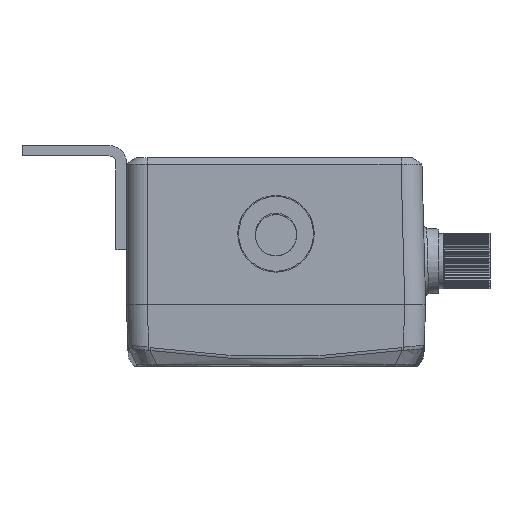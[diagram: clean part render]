
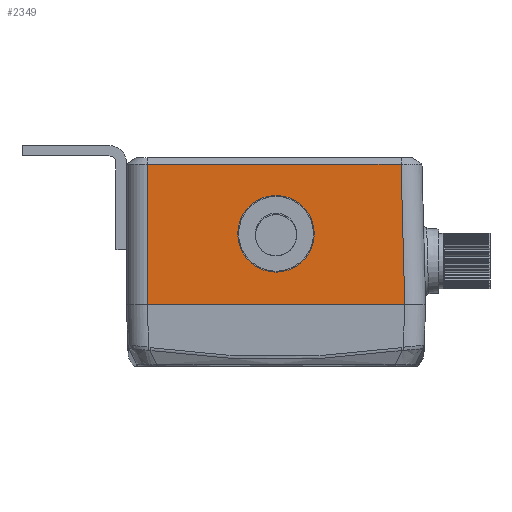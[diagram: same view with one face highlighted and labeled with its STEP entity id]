
A CAD part, front view. The second image highlights one B-rep face of the part: STEP entity #2349.
In plain terms, the highlighted planar face has unit normal (0, -1, 0).
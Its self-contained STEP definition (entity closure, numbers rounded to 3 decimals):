
#1958=FACE_BOUND('',#7430,.T.);
#1959=FACE_BOUND('',#7431,.T.);
#2349=ADVANCED_FACE('',(#1958,#1959),#4277,.T.);
#4277=PLANE('',#37573);
#7430=EDGE_LOOP('',(#11036,#11037,#11038,#11039));
#7431=EDGE_LOOP('',(#11040));
#9590=CIRCLE('',#37572,5.5);
#11036=ORIENTED_EDGE('',*,*,#24844,.T.);
#11037=ORIENTED_EDGE('',*,*,#24845,.T.);
#11038=ORIENTED_EDGE('',*,*,#24846,.T.);
#11039=ORIENTED_EDGE('',*,*,#24847,.F.);
#11040=ORIENTED_EDGE('',*,*,#24848,.F.);
#21299=VERTEX_POINT('',#53110);
#21300=VERTEX_POINT('',#53111);
#21301=VERTEX_POINT('',#53113);
#21302=VERTEX_POINT('',#53115);
#21303=VERTEX_POINT('',#53118);
#24844=EDGE_CURVE('',#21299,#21300,#29886,.T.);
#24845=EDGE_CURVE('',#21300,#21301,#29887,.T.);
#24846=EDGE_CURVE('',#21301,#21302,#29888,.T.);
#24847=EDGE_CURVE('',#21299,#21302,#29889,.T.);
#24848=EDGE_CURVE('',#21303,#21303,#9590,.T.);
#29886=LINE('',#53109,#33725);
#29887=LINE('',#53112,#33726);
#29888=LINE('',#53114,#33727);
#29889=LINE('',#53116,#33728);
#33725=VECTOR('',#40957,1.);
#33726=VECTOR('',#40958,1.);
#33727=VECTOR('',#40959,1.);
#33728=VECTOR('',#40960,1.);
#37572=AXIS2_PLACEMENT_3D('',#53117,#40961,#40962);
#37573=AXIS2_PLACEMENT_3D('',#53119,#40963,#40964);
#40957=DIRECTION('',(-0.026,0.,1.));
#40958=DIRECTION('',(-1.,0.,0.));
#40959=DIRECTION('',(0.,0.,-1.));
#40960=DIRECTION('',(-1.,0.,0.));
#40961=DIRECTION('',(0.,-1.,0.));
#40962=DIRECTION('',(0.,0.,-1.));
#40963=DIRECTION('',(0.,-1.,0.));
#40964=DIRECTION('',(0.,0.,1.));
#53109=CARTESIAN_POINT('',(49.198,191.25,0.821));
#53110=CARTESIAN_POINT('',(49.22,191.25,-0.016));
#53111=CARTESIAN_POINT('',(48.693,191.25,20.14));
#53112=CARTESIAN_POINT('',(17.221,191.25,20.14));
#53113=CARTESIAN_POINT('',(12.221,191.25,20.14));
#53114=CARTESIAN_POINT('',(12.221,191.25,-0.016));
#53115=CARTESIAN_POINT('',(12.221,191.25,-0.016));
#53116=CARTESIAN_POINT('',(17.221,191.25,-0.016));
#53117=CARTESIAN_POINT('',(30.721,191.25,10.146));
#53118=CARTESIAN_POINT('',(30.721,191.25,4.646));
#53119=CARTESIAN_POINT('',(17.221,191.25,-0.016));
